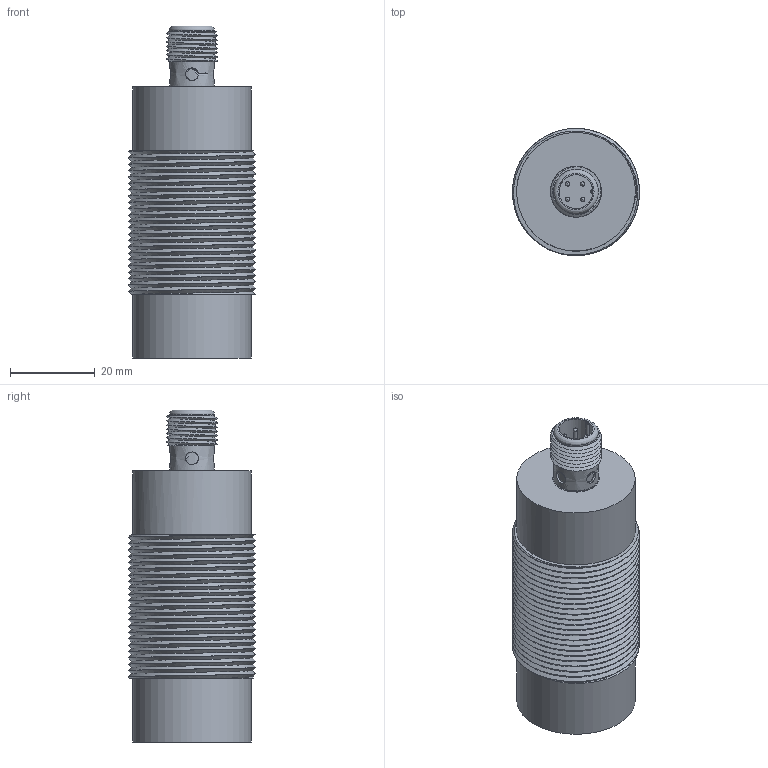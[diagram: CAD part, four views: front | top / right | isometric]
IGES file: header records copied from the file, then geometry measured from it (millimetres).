
Global section: file name: M30_N_STECKER_I1CN-M3015N-OEU4; native system: Autodesk Inventor 2021; preprocessor: unknown; author: S. Sandt; organization: di-soric GmbH & Co. KG; date: 20210812.134712; units: millimetre
Bounding box: 29.99 x 29.99 x 78.4 mm (x, y, z)
Volume: 24227.3 mm3; surface area: 13521.7 mm2
Topology: 1 solids, 3 shells, 55 faces, 128 edges, 93 vertices
Faces by surface type: bspline 55
